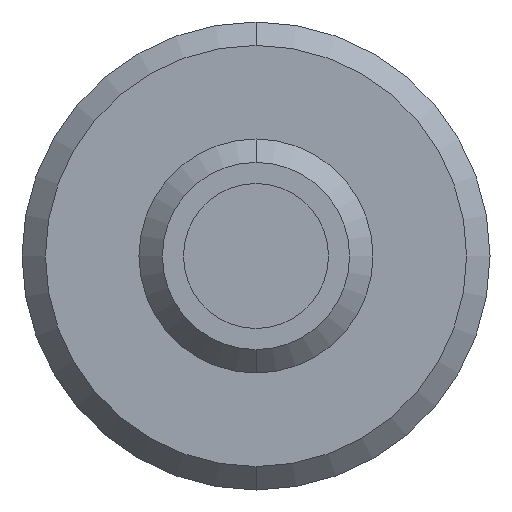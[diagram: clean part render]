
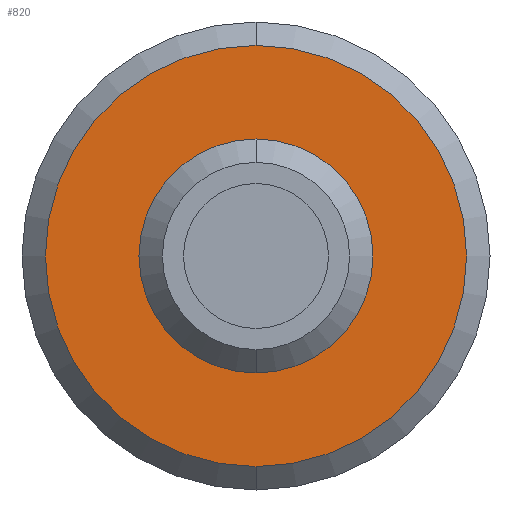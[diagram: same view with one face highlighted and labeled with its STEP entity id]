
A CAD part, front view. The second image highlights one B-rep face of the part: STEP entity #820.
In plain terms, the highlighted planar face has unit normal (0, -1, 0).
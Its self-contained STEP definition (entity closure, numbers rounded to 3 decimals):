
#8 = DIRECTION ( 'NONE',  ( 0., 0., -1. ) ) ;
#53 = DIRECTION ( 'NONE',  ( 0., 0., -1. ) ) ;
#55 = DIRECTION ( 'NONE',  ( 0., -1., 0. ) ) ;
#63 = FACE_BOUND ( 'NONE', #330, .T. ) ;
#79 = CARTESIAN_POINT ( 'NONE',  ( 0., -100., 0. ) ) ;
#98 = ORIENTED_EDGE ( 'NONE', *, *, #467, .T. ) ;
#125 = CIRCLE ( 'NONE', #204, 5. ) ;
#128 = DIRECTION ( 'NONE',  ( 0., -1., 0. ) ) ;
#131 = PLANE ( 'NONE',  #402 ) ;
#132 = DIRECTION ( 'NONE',  ( 0., -1., 0. ) ) ;
#151 = CIRCLE ( 'NONE', #535, 5. ) ;
#163 = CIRCLE ( 'NONE', #706, 9. ) ;
#175 = VERTEX_POINT ( 'NONE', #726 ) ;
#195 = DIRECTION ( 'NONE',  ( 0., 0., -1. ) ) ;
#204 = AXIS2_PLACEMENT_3D ( 'NONE', #345, #463, #8 ) ;
#233 = EDGE_CURVE ( 'NONE', #175, #717, #362, .T. ) ;
#261 = CARTESIAN_POINT ( 'NONE',  ( 0., -100., 0. ) ) ;
#287 = ORIENTED_EDGE ( 'NONE', *, *, #404, .F. ) ;
#313 = CARTESIAN_POINT ( 'NONE',  ( 0., -100., 0. ) ) ;
#317 = CARTESIAN_POINT ( 'NONE',  ( 0., -100., 5. ) ) ;
#330 = EDGE_LOOP ( 'NONE', ( #287, #573 ) ) ;
#345 = CARTESIAN_POINT ( 'NONE',  ( 0., -100., 0. ) ) ;
#362 = CIRCLE ( 'NONE', #572, 9. ) ;
#381 = DIRECTION ( 'NONE',  ( 0., 0., -1. ) ) ;
#386 = VERTEX_POINT ( 'NONE', #317 ) ;
#387 = FACE_OUTER_BOUND ( 'NONE', #423, .T. ) ;
#402 = AXIS2_PLACEMENT_3D ( 'NONE', #261, #825, #53 ) ;
#404 = EDGE_CURVE ( 'NONE', #386, #583, #151, .T. ) ;
#423 = EDGE_LOOP ( 'NONE', ( #559, #98 ) ) ;
#463 = DIRECTION ( 'NONE',  ( 0., -1., 0. ) ) ;
#467 = EDGE_CURVE ( 'NONE', #717, #175, #163, .T. ) ;
#535 = AXIS2_PLACEMENT_3D ( 'NONE', #313, #132, #195 ) ;
#550 = EDGE_CURVE ( 'NONE', #583, #386, #125, .T. ) ;
#559 = ORIENTED_EDGE ( 'NONE', *, *, #233, .T. ) ;
#572 = AXIS2_PLACEMENT_3D ( 'NONE', #683, #55, #674 ) ;
#573 = ORIENTED_EDGE ( 'NONE', *, *, #550, .F. ) ;
#583 = VERTEX_POINT ( 'NONE', #728 ) ;
#674 = DIRECTION ( 'NONE',  ( 0., 0., -1. ) ) ;
#682 = CARTESIAN_POINT ( 'NONE',  ( 0., -100., -9. ) ) ;
#683 = CARTESIAN_POINT ( 'NONE',  ( 0., -100., 0. ) ) ;
#706 = AXIS2_PLACEMENT_3D ( 'NONE', #79, #128, #381 ) ;
#717 = VERTEX_POINT ( 'NONE', #682 ) ;
#726 = CARTESIAN_POINT ( 'NONE',  ( 0., -100., 9. ) ) ;
#728 = CARTESIAN_POINT ( 'NONE',  ( 0., -100., -5. ) ) ;
#820 = ADVANCED_FACE ( 'NONE', ( #387, #63 ), #131, .T. ) ;
#825 = DIRECTION ( 'NONE',  ( 0., -1., 0. ) ) ;
